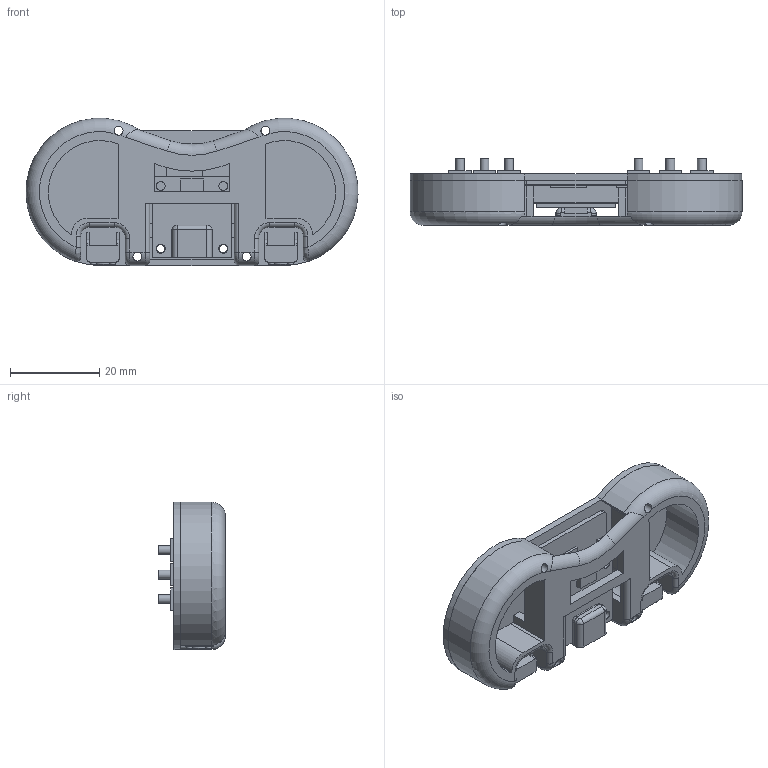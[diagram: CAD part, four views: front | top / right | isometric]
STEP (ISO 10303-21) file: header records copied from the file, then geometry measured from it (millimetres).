
FILE_DESCRIPTION(/* description */ (''),/* implementation_level */ '2;1');
FILE_NAME(/* name */ 'joy v17.step',/* time_stamp */ '2025-05-27T15:37:28+05:30',/* author */ (''),/* organization */ (''),/* preprocessor_version */ 'ST-DEVELOPER v20.1',/* originating_system */ 'Autodesk Translation Framework v14.10.0.0',/* authorisation */ '');
FILE_SCHEMA (('AUTOMOTIVE_DESIGN { 1 0 10303 214 3 1 1 }'));
Length unit declared in the file: millimetre
Products named in the file (8): joy; RP2040 Tiny; BUTTONS; USB BOARD; R; L; PCB; Component19
Assembly tree (7 placements, depth 2):
  joy
    RP2040 Tiny
    BUTTONS
    USB BOARD
    R
    L
    PCB
    Component19
Bounding box: 74.36 x 14.9 x 32.94 mm (x, y, z)
Volume: 12160.6 mm3; surface area: 14300.8 mm2
Topology: 16 solids, 16 shells, 361 faces, 873 edges, 560 vertices
Faces by surface type: plane 230, cylinder 112, torus 11, bspline 6, cone 2
Full cylindrical faces by diameter (mm): 0.3 x4, 1.25 x8, 1.8 x2, 2 x20, 3 x6, 3.5 x2, 20.435 x1
Entity records: 11237 total; most frequent: CARTESIAN_POINT 2141, DIRECTION 1843, ORIENTED_EDGE 1754, EDGE_CURVE 877, AXIS2_PLACEMENT_3D 618, LINE 607, VECTOR 607, VERTEX_POINT 566
